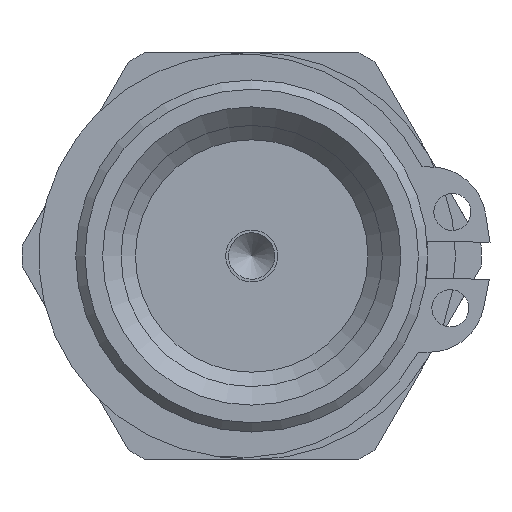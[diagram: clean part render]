
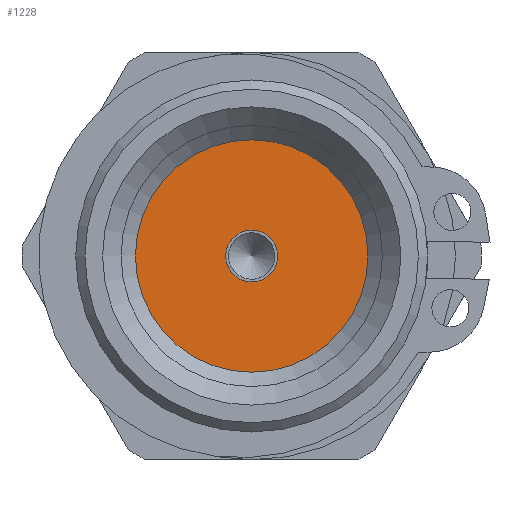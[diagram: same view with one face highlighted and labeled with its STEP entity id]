
A CAD part, left-side view. The second image highlights one B-rep face of the part: STEP entity #1228.
In plain terms, the highlighted planar face has unit normal (-1, 0, 0).
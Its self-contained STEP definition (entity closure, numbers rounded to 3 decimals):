
#295=FACE_BOUND('',#391,.T.);
#312=FACE_OUTER_BOUND('',#390,.T.);
#390=EDGE_LOOP('',(#850));
#391=EDGE_LOOP('',(#851));
#484=CIRCLE('',#1331,6.275);
#485=CIRCLE('',#1332,1.4);
#570=VERTEX_POINT('',#1901);
#571=VERTEX_POINT('',#1903);
#678=EDGE_CURVE('',#570,#570,#484,.T.);
#679=EDGE_CURVE('',#571,#571,#485,.T.);
#850=ORIENTED_EDGE('',*,*,#678,.F.);
#851=ORIENTED_EDGE('',*,*,#679,.T.);
#1194=PLANE('',#1330);
#1228=ADVANCED_FACE('',(#312,#295),#1194,.F.);
#1330=AXIS2_PLACEMENT_3D('',#1900,#1498,#1499);
#1331=AXIS2_PLACEMENT_3D('',#1902,#1500,#1501);
#1332=AXIS2_PLACEMENT_3D('',#1904,#1502,#1503);
#1498=DIRECTION('center_axis',(1.,0.,0.));
#1499=DIRECTION('ref_axis',(0.,0.,-1.));
#1500=DIRECTION('center_axis',(1.,0.,0.));
#1501=DIRECTION('ref_axis',(0.,0.,1.));
#1502=DIRECTION('center_axis',(1.,0.,0.));
#1503=DIRECTION('ref_axis',(0.,-0.111,-0.994));
#1900=CARTESIAN_POINT('Origin',(10.2,0.,0.));
#1901=CARTESIAN_POINT('',(10.2,0.,-6.275));
#1902=CARTESIAN_POINT('Origin',(10.2,0.,0.));
#1903=CARTESIAN_POINT('',(10.2,0.155,1.391));
#1904=CARTESIAN_POINT('Origin',(10.2,0.,0.));
